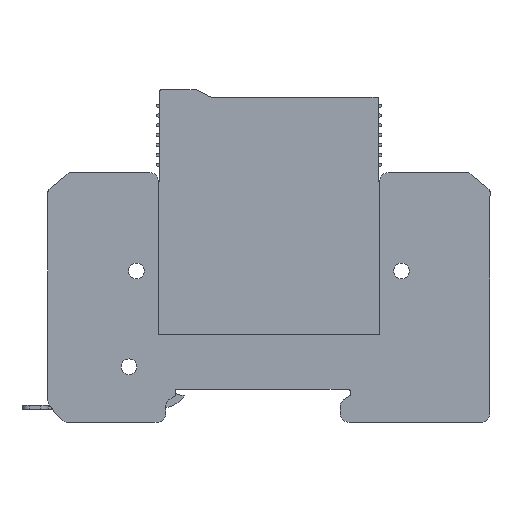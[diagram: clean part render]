
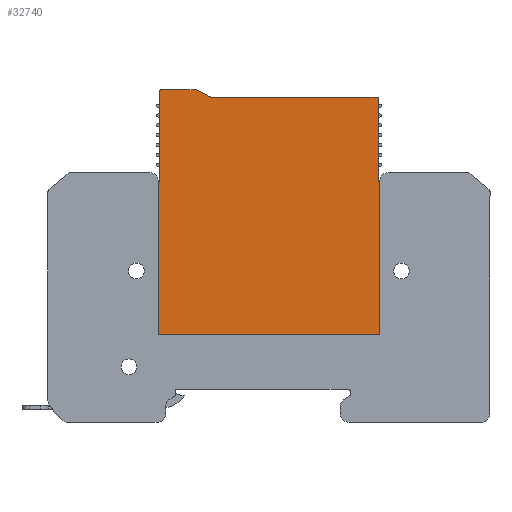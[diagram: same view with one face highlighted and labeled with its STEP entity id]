
A CAD part, front view. The second image highlights one B-rep face of the part: STEP entity #32740.
In plain terms, the highlighted planar face has unit normal (0, -1, 0).
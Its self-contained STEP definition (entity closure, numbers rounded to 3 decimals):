
#17650=CARTESIAN_POINT('',(-33.86,13.554,
43.596));
#17660=VERTEX_POINT('',#17650);
#17810=CARTESIAN_POINT('',(-33.86,13.554,
-13.317));
#17820=DIRECTION('',(0.,0.,-1.));
#17830=VECTOR('',#17820,1.);
#17840=LINE('',#17810,#17830);
#17850=CARTESIAN_POINT('',(-33.86,13.554,
12.596));
#17860=VERTEX_POINT('',#17850);
#17870=EDGE_CURVE('',#17660,#17860,#17840,.T.);
#18050=CARTESIAN_POINT('',(-33.66,13.554,
12.596));
#18060=DIRECTION('',(0.,1.,0.));
#18070=DIRECTION('',(-1.,0.,0.));
#18080=AXIS2_PLACEMENT_3D('',#18050,#18060,#18070);
#18090=CIRCLE('',#18080,0.2);
#18100=CARTESIAN_POINT('',(-33.66,13.554,
12.396));
#18110=VERTEX_POINT('',#18100);
#18120=EDGE_CURVE('',#18110,#17860,#18090,.T.);
#18300=CARTESIAN_POINT('',(160.548,13.554,
12.396));
#18310=DIRECTION('',(1.,0.,0.));
#18320=VECTOR('',#18310,1.);
#18330=LINE('',#18300,#18320);
#18340=CARTESIAN_POINT('',(10.94,13.554,
12.396));
#18350=VERTEX_POINT('',#18340);
#18360=EDGE_CURVE('',#18110,#18350,#18330,.T.);
#18540=CARTESIAN_POINT('',(10.94,13.554,
12.596));
#18550=DIRECTION('',(0.,1.,0.));
#18560=DIRECTION('',(-1.,0.,0.));
#18570=AXIS2_PLACEMENT_3D('',#18540,#18550,#18560);
#18580=CIRCLE('',#18570,0.2);
#18590=CARTESIAN_POINT('',(11.14,13.554,
12.596));
#18600=VERTEX_POINT('',#18590);
#18610=EDGE_CURVE('',#18600,#18350,#18580,.T.);
#18790=CARTESIAN_POINT('',(11.14,13.554,
-13.317));
#18800=DIRECTION('',(0.,0.,1.));
#18810=VECTOR('',#18800,1.);
#18820=LINE('',#18790,#18810);
#18830=CARTESIAN_POINT('',(11.14,13.554,
43.596));
#18840=VERTEX_POINT('',#18830);
#18850=EDGE_CURVE('',#18600,#18840,#18820,.T.);
#30240=CARTESIAN_POINT('',(-33.6,13.554,
43.596));
#30250=VERTEX_POINT('',#30240);
#30280=CARTESIAN_POINT('',(0.,13.554,43.596));
#30290=DIRECTION('',(1.,0.,0.));
#30300=VECTOR('',#30290,1.);
#30310=LINE('',#30280,#30300);
#30320=EDGE_CURVE('',#17660,#30250,#30310,.T.);
#31410=CARTESIAN_POINT('',(0.,13.554,43.596));
#31420=DIRECTION('',(1.,0.,0.));
#31430=VECTOR('',#31420,1.);
#31440=LINE('',#31410,#31430);
#31450=CARTESIAN_POINT('',(10.9,13.554,
43.596));
#31460=VERTEX_POINT('',#31450);
#31470=EDGE_CURVE('',#31460,#18840,#31440,.T.);
#31580=CARTESIAN_POINT('',(-11.14,13.554,
36.896));
#31590=DIRECTION('',(0.,1.,-0.));
#31600=DIRECTION('',(-1.,0.,0.));
#31610=AXIS2_PLACEMENT_3D('',#31580,#31590,#31600);
#31620=PLANE('',#31610);
#31630=ORIENTED_EDGE('',*,*,#18120,.F.);
#31640=ORIENTED_EDGE('',*,*,#17870,.T.);
#31650=ORIENTED_EDGE('',*,*,#30320,.F.);
#31660=CARTESIAN_POINT('',(-33.6,13.554,0.));
#31670=DIRECTION('',(0.,0.,1.));
#31680=VECTOR('',#31670,1.);
#31690=LINE('',#31660,#31680);
#31700=CARTESIAN_POINT('',(-33.6,13.554,
61.996));
#31710=VERTEX_POINT('',#31700);
#31720=EDGE_CURVE('',#30250,#31710,#31690,.T.);
#31730=ORIENTED_EDGE('',*,*,#31720,.F.);
#31740=CARTESIAN_POINT('',(-33.3,13.554,
61.996));
#31750=DIRECTION('',(0.,1.,0.));
#31760=DIRECTION('',(-1.,0.,0.));
#31770=AXIS2_PLACEMENT_3D('',#31740,#31750,#31760);
#31780=CIRCLE('',#31770,0.3);
#31790=CARTESIAN_POINT('',(-33.3,13.554,
62.296));
#31800=VERTEX_POINT('',#31790);
#31810=EDGE_CURVE('',#31710,#31800,#31780,.T.);
#31820=ORIENTED_EDGE('',*,*,#31810,.F.);
#31830=CARTESIAN_POINT('',(0.,13.554,62.296));
#31840=DIRECTION('',(1.,0.,0.));
#31850=VECTOR('',#31840,1.);
#31860=LINE('',#31830,#31850);
#31870=CARTESIAN_POINT('',(-26.4,13.554,
62.296));
#31880=VERTEX_POINT('',#31870);
#31890=EDGE_CURVE('',#31800,#31880,#31860,.T.);
#31900=ORIENTED_EDGE('',*,*,#31890,.F.);
#31910=CARTESIAN_POINT('',(-26.4,13.554,
61.246));
#31920=DIRECTION('',(0.,1.,0.));
#31930=DIRECTION('',(-1.,0.,0.));
#31940=AXIS2_PLACEMENT_3D('',#31910,#31920,#31930);
#31950=CIRCLE('',#31940,1.05);
#31960=CARTESIAN_POINT('',(-25.923,13.554,
62.182));
#31970=VERTEX_POINT('',#31960);
#31980=EDGE_CURVE('',#31880,#31970,#31950,.T.);
#31990=ORIENTED_EDGE('',*,*,#31980,.F.);
#32000=CARTESIAN_POINT('',(0.,13.554,48.984));
#32010=DIRECTION('',(0.891,0.,-0.454));
#32020=VECTOR('',#32010,1.);
#32030=LINE('',#32000,#32020);
#32040=CARTESIAN_POINT('',(-23.426,13.554,
60.911));
#32050=VERTEX_POINT('',#32040);
#32060=EDGE_CURVE('',#31970,#32050,#32030,.T.);
#32070=ORIENTED_EDGE('',*,*,#32060,.F.);
#32080=CARTESIAN_POINT('',(-22.95,13.554,
61.846));
#32090=DIRECTION('',(0.,1.,0.));
#32100=DIRECTION('',(-1.,0.,0.));
#32110=AXIS2_PLACEMENT_3D('',#32080,#32090,#32100);
#32120=CIRCLE('',#32110,1.05);
#32130=CARTESIAN_POINT('',(-22.95,13.554,
60.796));
#32140=VERTEX_POINT('',#32130);
#32150=EDGE_CURVE('',#32140,#32050,#32120,.T.);
#32160=ORIENTED_EDGE('',*,*,#32150,.T.);
#32170=CARTESIAN_POINT('',(0.,13.554,60.796));
#32180=DIRECTION('',(1.,0.,0.));
#32190=VECTOR('',#32180,1.);
#32200=LINE('',#32170,#32190);
#32210=CARTESIAN_POINT('',(4.,13.554,
60.796));
#32220=VERTEX_POINT('',#32210);
#32230=EDGE_CURVE('',#32140,#32220,#32200,.T.);
#32240=ORIENTED_EDGE('',*,*,#32230,.F.);
#32250=CARTESIAN_POINT('',(4.,13.554,
-13.317));
#32260=DIRECTION('',(0.,0.,-1.));
#32270=VECTOR('',#32260,1.);
#32280=LINE('',#32250,#32270);
#32290=CARTESIAN_POINT('',(4.,13.554,
60.696));
#32300=VERTEX_POINT('',#32290);
#32310=EDGE_CURVE('',#32220,#32300,#32280,.T.);
#32320=ORIENTED_EDGE('',*,*,#32310,.F.);
#32330=CARTESIAN_POINT('',(160.548,13.554,
60.696));
#32340=DIRECTION('',(1.,0.,0.));
#32350=VECTOR('',#32340,1.);
#32360=LINE('',#32330,#32350);
#32370=CARTESIAN_POINT('',(9.6,13.554,
60.696));
#32380=VERTEX_POINT('',#32370);
#32390=EDGE_CURVE('',#32300,#32380,#32360,.T.);
#32400=ORIENTED_EDGE('',*,*,#32390,.F.);
#32410=CARTESIAN_POINT('',(9.6,13.554,
-13.317));
#32420=DIRECTION('',(0.,0.,1.));
#32430=VECTOR('',#32420,1.);
#32440=LINE('',#32410,#32430);
#32450=CARTESIAN_POINT('',(9.6,13.554,
60.796));
#32460=VERTEX_POINT('',#32450);
#32470=EDGE_CURVE('',#32380,#32460,#32440,.T.);
#32480=ORIENTED_EDGE('',*,*,#32470,.F.);
#32490=CARTESIAN_POINT('',(10.6,13.554,
60.796));
#32500=VERTEX_POINT('',#32490);
#32510=EDGE_CURVE('',#32460,#32500,#32200,.T.);
#32520=ORIENTED_EDGE('',*,*,#32510,.F.);
#32530=CARTESIAN_POINT('',(10.6,13.554,
60.496));
#32540=DIRECTION('',(0.,1.,0.));
#32550=DIRECTION('',(-1.,0.,0.));
#32560=AXIS2_PLACEMENT_3D('',#32530,#32540,#32550);
#32570=CIRCLE('',#32560,0.3);
#32580=CARTESIAN_POINT('',(10.9,13.554,
60.496));
#32590=VERTEX_POINT('',#32580);
#32600=EDGE_CURVE('',#32500,#32590,#32570,.T.);
#32610=ORIENTED_EDGE('',*,*,#32600,.F.);
#32620=CARTESIAN_POINT('',(10.9,13.554,0.));
#32630=DIRECTION('',(0.,0.,-1.));
#32640=VECTOR('',#32630,1.);
#32650=LINE('',#32620,#32640);
#32660=EDGE_CURVE('',#32590,#31460,#32650,.T.);
#32670=ORIENTED_EDGE('',*,*,#32660,.F.);
#32680=ORIENTED_EDGE('',*,*,#31470,.F.);
#32690=ORIENTED_EDGE('',*,*,#18850,.T.);
#32700=ORIENTED_EDGE('',*,*,#18610,.F.);
#32710=ORIENTED_EDGE('',*,*,#18360,.T.);
#32720=EDGE_LOOP('',(#32710,#32700,#32690,#32680,#32670,#32610,#32520,
#32480,#32400,#32320,#32240,#32160,#32070,#31990,#31900,#31820,#31730,
#31650,#31640,#31630));
#32730=FACE_OUTER_BOUND('',#32720,.T.);
#32740=ADVANCED_FACE('',(#32730),#31620,.F.);
